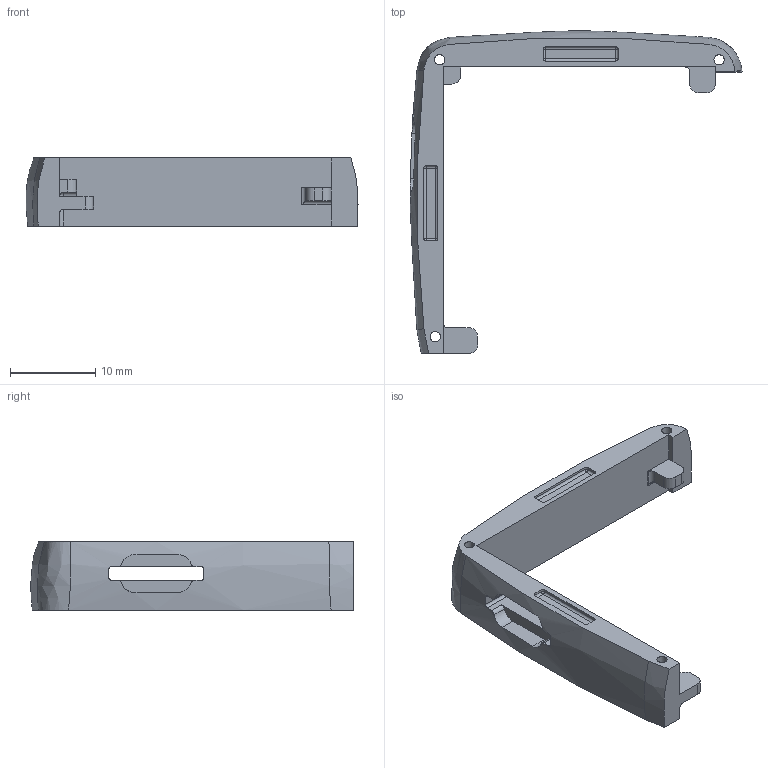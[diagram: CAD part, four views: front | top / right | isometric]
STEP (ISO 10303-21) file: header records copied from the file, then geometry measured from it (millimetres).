
FILE_DESCRIPTION(/* description */ (''),/* implementation_level */ '2;1');
FILE_NAME(/* name */ '侧件.step',/* time_stamp */ '2021-10-10T13:30:51+08:00',/* author */ (''),/* organization */ (''),/* preprocessor_version */ 'ST-DEVELOPER v18.1',/* originating_system */ 'Autodesk Translation Framework v10.10.0.1391',/* authorisation */ '');
FILE_SCHEMA (('AUTOMOTIVE_DESIGN { 1 0 10303 214 3 1 1 }'));
Length unit declared in the file: millimetre
Products named in the file (1): 侧件
Bounding box: 38.94 x 37.87 x 8 mm (x, y, z)
Volume: 1851.2 mm3; surface area: 1874.1 mm2
Topology: 1 solids, 1 shells, 136 faces, 335 edges, 205 vertices
Faces by surface type: cylinder 59, plane 54, sphere 17, bspline 6
Full cylindrical faces by diameter (mm): 1.2 x3
Entity records: 4610 total; most frequent: CARTESIAN_POINT 1368, ORIENTED_EDGE 670, DIRECTION 660, EDGE_CURVE 335, AXIS2_PLACEMENT_3D 235, VERTEX_POINT 205, LINE 190, VECTOR 190
